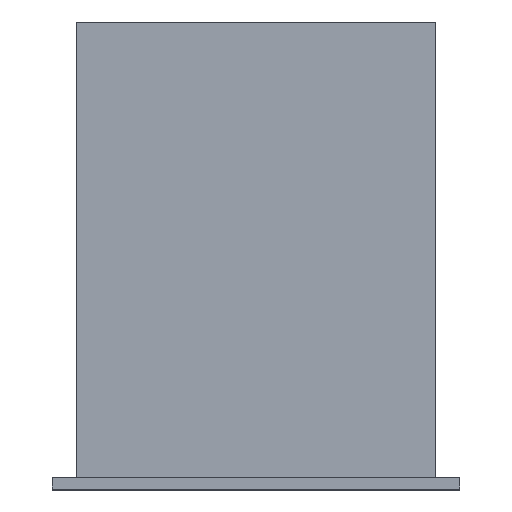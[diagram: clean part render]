
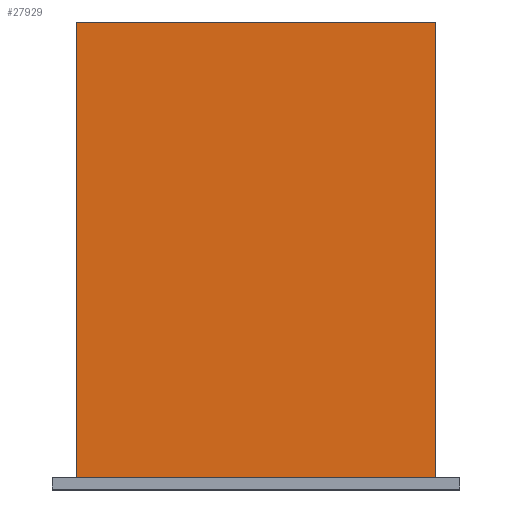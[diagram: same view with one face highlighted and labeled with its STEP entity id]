
A CAD part, top view. The second image highlights one B-rep face of the part: STEP entity #27929.
In plain terms, the highlighted planar face has unit normal (0, 0, 1).
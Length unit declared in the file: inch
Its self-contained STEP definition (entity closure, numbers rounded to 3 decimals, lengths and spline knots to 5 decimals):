
#1=DIRECTION('',(1.,0.,0.));
#2=VECTOR('',#1,7.5);
#3=CARTESIAN_POINT('',(-3.75,9.5,4.37292));
#4=LINE('',#3,#2);
#33=DIRECTION('',(-1.,0.,0.));
#34=VECTOR('',#33,7.5);
#35=CARTESIAN_POINT('',(3.75,0.,4.37292));
#36=LINE('',#35,#34);
#37=DIRECTION('',(0.,1.,0.));
#38=VECTOR('',#37,9.5);
#39=CARTESIAN_POINT('',(-3.75,0.,4.37292));
#40=LINE('',#39,#38);
#7089=DIRECTION('',(0.,1.,0.));
#7090=VECTOR('',#7089,9.5);
#7091=CARTESIAN_POINT('',(3.75,0.,4.37292));
#7092=LINE('',#7091,#7090);
#20917=CARTESIAN_POINT('',(-3.75,9.5,4.37292));
#20918=CARTESIAN_POINT('',(3.75,9.5,4.37292));
#20919=VERTEX_POINT('',#20917);
#20920=VERTEX_POINT('',#20918);
#20989=CARTESIAN_POINT('',(3.75,0.,4.37292));
#20990=CARTESIAN_POINT('',(-3.75,0.,4.37292));
#20991=VERTEX_POINT('',#20989);
#20992=VERTEX_POINT('',#20990);
#27915=CARTESIAN_POINT('',(-3.75,0.,4.37292));
#27916=DIRECTION('',(0.,0.,1.));
#27917=DIRECTION('',(1.,0.,0.));
#27918=AXIS2_PLACEMENT_3D('',#27915,#27916,#27917);
#27919=PLANE('',#27918);
#27921=ORIENTED_EDGE('',*,*,#27920,.T.);
#27923=ORIENTED_EDGE('',*,*,#27922,.T.);
#27924=ORIENTED_EDGE('',*,*,#27894,.T.);
#27926=ORIENTED_EDGE('',*,*,#27925,.F.);
#27927=EDGE_LOOP('',(#27921,#27923,#27924,#27926));
#27928=FACE_OUTER_BOUND('',#27927,.F.);
#27929=ADVANCED_FACE('',(#27928),#27919,.T.);
#27894=EDGE_CURVE('',#20919,#20920,#4,.T.);
#27920=EDGE_CURVE('',#20991,#20992,#36,.T.);
#27922=EDGE_CURVE('',#20992,#20919,#40,.T.);
#27925=EDGE_CURVE('',#20991,#20920,#7092,.T.);
